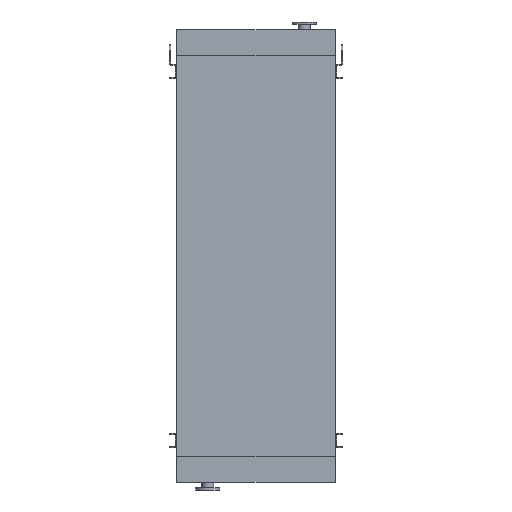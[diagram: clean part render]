
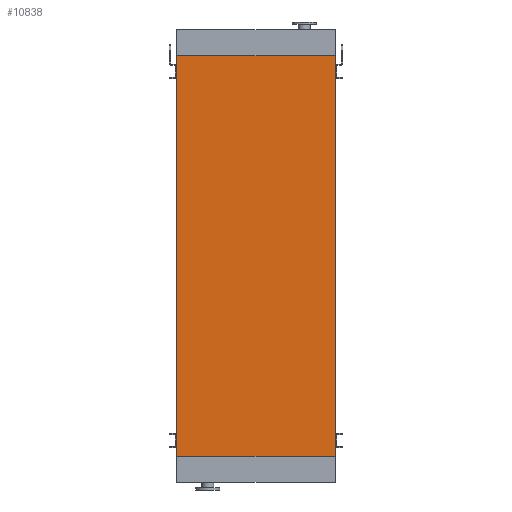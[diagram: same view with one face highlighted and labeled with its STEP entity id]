
A CAD part, front view. The second image highlights one B-rep face of the part: STEP entity #10838.
In plain terms, the highlighted planar face has unit normal (0, -1, 0).
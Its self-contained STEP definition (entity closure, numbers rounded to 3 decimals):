
#708 = VERTEX_POINT ( 'NONE', #3828 ) ;
#867 = EDGE_CURVE ( 'NONE', #15738, #13756, #10317, .T. ) ;
#1212 = DIRECTION ( 'NONE',  ( 0., -1., 0. ) ) ;
#2263 = CARTESIAN_POINT ( 'NONE',  ( -725., 0., -3650. ) ) ;
#2520 = DIRECTION ( 'NONE',  ( 0., 0., 1. ) ) ;
#3208 = EDGE_CURVE ( 'NONE', #708, #9937, #5126, .T. ) ;
#3359 = CARTESIAN_POINT ( 'NONE',  ( -725., 0., 0. ) ) ;
#3828 = CARTESIAN_POINT ( 'NONE',  ( 725., 0., -3650. ) ) ;
#4936 = DIRECTION ( 'NONE',  ( 1., 0., 0. ) ) ;
#5037 = CARTESIAN_POINT ( 'NONE',  ( 725., 0., -3650. ) ) ;
#5126 = LINE ( 'NONE', #5037, #7686 ) ;
#6148 = CARTESIAN_POINT ( 'NONE',  ( -725., 0., -3650. ) ) ;
#6201 = PLANE ( 'NONE',  #16062 ) ;
#6279 = ORIENTED_EDGE ( 'NONE', *, *, #867, .F. ) ;
#6576 = EDGE_CURVE ( 'NONE', #15738, #708, #10891, .T. ) ;
#7019 = FACE_OUTER_BOUND ( 'NONE', #10441, .T. ) ;
#7686 = VECTOR ( 'NONE', #2520, 1000. ) ;
#8017 = CARTESIAN_POINT ( 'NONE',  ( -725., 0., -3650. ) ) ;
#9350 = DIRECTION ( 'NONE',  ( 0., 0., 1. ) ) ;
#9776 = ORIENTED_EDGE ( 'NONE', *, *, #10943, .F. ) ;
#9827 = ORIENTED_EDGE ( 'NONE', *, *, #3208, .T. ) ;
#9937 = VERTEX_POINT ( 'NONE', #10782 ) ;
#10016 = DIRECTION ( 'NONE',  ( 0., 0., -1. ) ) ;
#10317 = LINE ( 'NONE', #8017, #13274 ) ;
#10441 = EDGE_LOOP ( 'NONE', ( #9776, #6279, #14319, #9827 ) ) ;
#10782 = CARTESIAN_POINT ( 'NONE',  ( 725., 0., 0. ) ) ;
#10838 = ADVANCED_FACE ( 'NONE', ( #7019 ), #6201, .T. ) ;
#10891 = LINE ( 'NONE', #13837, #13789 ) ;
#10943 = EDGE_CURVE ( 'NONE', #13756, #9937, #12536, .T. ) ;
#11398 = CARTESIAN_POINT ( 'NONE',  ( -725., 0., 0. ) ) ;
#12536 = LINE ( 'NONE', #11398, #15883 ) ;
#13274 = VECTOR ( 'NONE', #9350, 1000. ) ;
#13756 = VERTEX_POINT ( 'NONE', #3359 ) ;
#13789 = VECTOR ( 'NONE', #4936, 1000. ) ;
#13837 = CARTESIAN_POINT ( 'NONE',  ( -725., 0., -3650. ) ) ;
#14319 = ORIENTED_EDGE ( 'NONE', *, *, #6576, .T. ) ;
#15171 = DIRECTION ( 'NONE',  ( 1., 0., 0. ) ) ;
#15738 = VERTEX_POINT ( 'NONE', #2263 ) ;
#15883 = VECTOR ( 'NONE', #15171, 1000. ) ;
#16062 = AXIS2_PLACEMENT_3D ( 'NONE', #6148, #1212, #10016 ) ;
